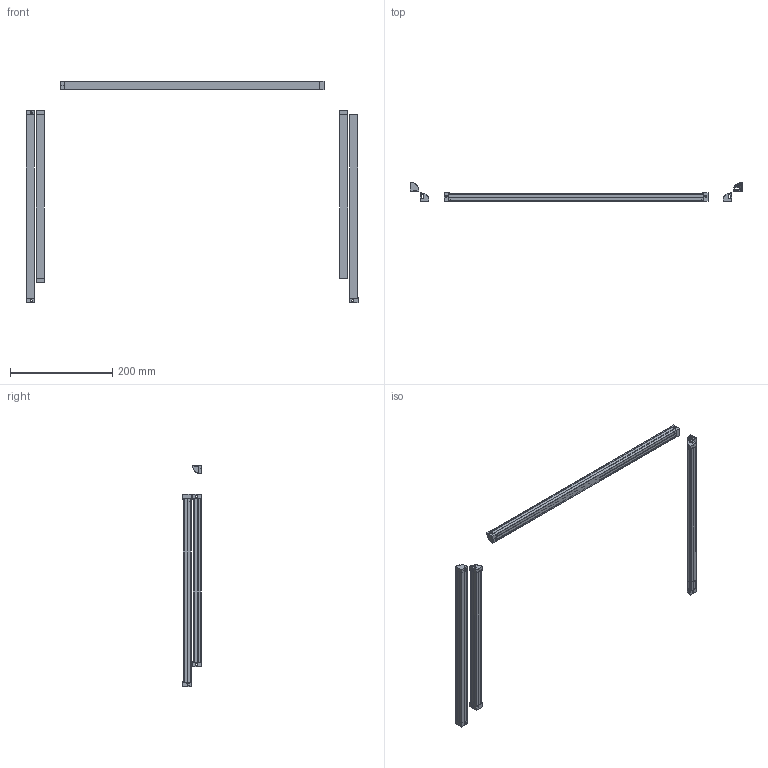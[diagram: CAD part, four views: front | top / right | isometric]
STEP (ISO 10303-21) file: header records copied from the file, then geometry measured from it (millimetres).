
FILE_DESCRIPTION(('STEP AP242'), '1');
FILE_NAME('LedLight', '', ('UNSPECIFIED'), ('UNSPECIFIED'), 'C3D Converter', 'C3D Toolkit', '');
FILE_SCHEMA(('AP242_MANAGED_MODEL_BASED_3D_ENGINEERING_MIM_LF { 1 0 10303 442 1 1 4 }'));
Length unit declared in the file: millimetre
Assembly tree (26 placements, depth 4):
  (unnamed)
    (unnamed)
      (unnamed)
      (unnamed)
      (unnamed)
      (unnamed)
      (unnamed)
    (unnamed)
      (unnamed)
        (unnamed)
        (unnamed)
      (unnamed)
        (unnamed)
        (unnamed)
      (unnamed)
      (unnamed)
      (unnamed)  x2
    (unnamed)
      (unnamed)
        (unnamed)
        (unnamed)
      (unnamed)
        (unnamed)
        (unnamed)
      (unnamed)  x2
Bounding box: 650 x 37.04 x 434.5 mm (x, y, z)
Volume: 134281.9 mm3; surface area: 264318.9 mm2
Topology: 19 solids, 19 shells, 437 faces, 1176 edges, 784 vertices
Faces by surface type: plane 335, cylinder 102
Full cylindrical faces by diameter (mm): 4.2 x9
Entity records: 15972 total; most frequent: CARTESIAN_POINT 3024, ORIENTED_EDGE 1836, DIRECTION 1807, EDGE_CURVE 918, LINE 741, VECTOR 741, VERTEX_POINT 616, AXIS2_PLACEMENT_3D 533
